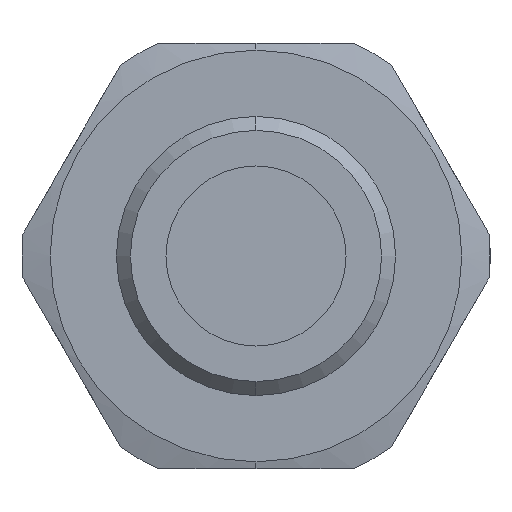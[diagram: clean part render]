
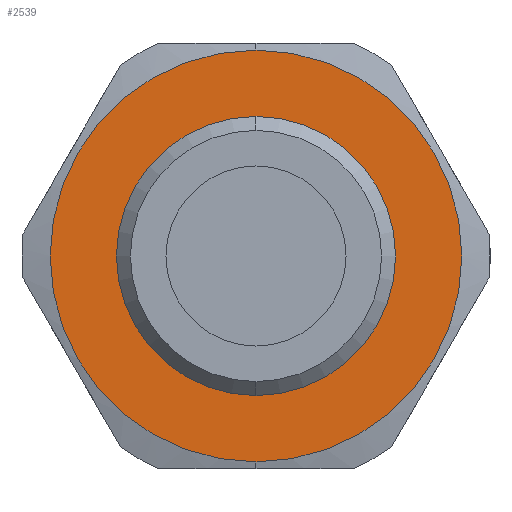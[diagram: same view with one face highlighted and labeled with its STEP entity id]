
A CAD part, left-side view. The second image highlights one B-rep face of the part: STEP entity #2539.
In plain terms, the highlighted planar face has unit normal (-1, 0, 0).
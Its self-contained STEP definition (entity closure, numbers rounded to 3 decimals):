
#42 = CARTESIAN_POINT ( 'NONE',  ( 15., 0., -10. ) ) ;
#126 = ORIENTED_EDGE ( 'NONE', *, *, #2779, .T. ) ;
#227 = DIRECTION ( 'NONE',  ( 1., 0., 0. ) ) ;
#373 = AXIS2_PLACEMENT_3D ( 'NONE', #2085, #1858, #566 ) ;
#421 = CIRCLE ( 'NONE', #988, 10. ) ;
#558 = CARTESIAN_POINT ( 'NONE',  ( 15., 0., 0. ) ) ;
#566 = DIRECTION ( 'NONE',  ( 0., 0., 1. ) ) ;
#591 = EDGE_CURVE ( 'NONE', #1375, #2594, #2262, .T. ) ;
#654 = EDGE_LOOP ( 'NONE', ( #1399, #1409 ) ) ;
#667 = EDGE_LOOP ( 'NONE', ( #126, #799 ) ) ;
#799 = ORIENTED_EDGE ( 'NONE', *, *, #1129, .T. ) ;
#861 = DIRECTION ( 'NONE',  ( 0., 0., 1. ) ) ;
#923 = DIRECTION ( 'NONE',  ( -1., 0., 0. ) ) ;
#988 = AXIS2_PLACEMENT_3D ( 'NONE', #558, #2344, #1060 ) ;
#995 = FACE_BOUND ( 'NONE', #654, .T. ) ;
#1010 = CARTESIAN_POINT ( 'NONE',  ( 15., 0., 10. ) ) ;
#1055 = AXIS2_PLACEMENT_3D ( 'NONE', #2529, #227, #1977 ) ;
#1059 = CARTESIAN_POINT ( 'NONE',  ( 15., 0., 14.75 ) ) ;
#1060 = DIRECTION ( 'NONE',  ( 0., 0., 1. ) ) ;
#1129 = EDGE_CURVE ( 'NONE', #2770, #2238, #2563, .T. ) ;
#1195 = DIRECTION ( 'NONE',  ( -1., 0., 0. ) ) ;
#1317 = AXIS2_PLACEMENT_3D ( 'NONE', #2217, #923, #1436 ) ;
#1375 = VERTEX_POINT ( 'NONE', #1010 ) ;
#1385 = CARTESIAN_POINT ( 'NONE',  ( 15., 0., 0. ) ) ;
#1399 = ORIENTED_EDGE ( 'NONE', *, *, #2437, .F. ) ;
#1409 = ORIENTED_EDGE ( 'NONE', *, *, #591, .F. ) ;
#1436 = DIRECTION ( 'NONE',  ( 0., 0., 1. ) ) ;
#1515 = CARTESIAN_POINT ( 'NONE',  ( 15., 0., -14.75 ) ) ;
#1858 = DIRECTION ( 'NONE',  ( -1., 0., 0. ) ) ;
#1977 = DIRECTION ( 'NONE',  ( 0., 0., -1. ) ) ;
#2085 = CARTESIAN_POINT ( 'NONE',  ( 15., 0., 0. ) ) ;
#2201 = PLANE ( 'NONE',  #1055 ) ;
#2217 = CARTESIAN_POINT ( 'NONE',  ( 15., 0., 0. ) ) ;
#2238 = VERTEX_POINT ( 'NONE', #1515 ) ;
#2262 = CIRCLE ( 'NONE', #1317, 10. ) ;
#2344 = DIRECTION ( 'NONE',  ( -1., 0., 0. ) ) ;
#2437 = EDGE_CURVE ( 'NONE', #2594, #1375, #421, .T. ) ;
#2529 = CARTESIAN_POINT ( 'NONE',  ( 15., 10., 0. ) ) ;
#2539 = ADVANCED_FACE ( 'NONE', ( #995, #2879 ), #2201, .F. ) ;
#2563 = CIRCLE ( 'NONE', #2921, 14.75 ) ;
#2594 = VERTEX_POINT ( 'NONE', #42 ) ;
#2670 = CIRCLE ( 'NONE', #373, 14.75 ) ;
#2770 = VERTEX_POINT ( 'NONE', #1059 ) ;
#2779 = EDGE_CURVE ( 'NONE', #2238, #2770, #2670, .T. ) ;
#2879 = FACE_OUTER_BOUND ( 'NONE', #667, .T. ) ;
#2921 = AXIS2_PLACEMENT_3D ( 'NONE', #1385, #1195, #861 ) ;
